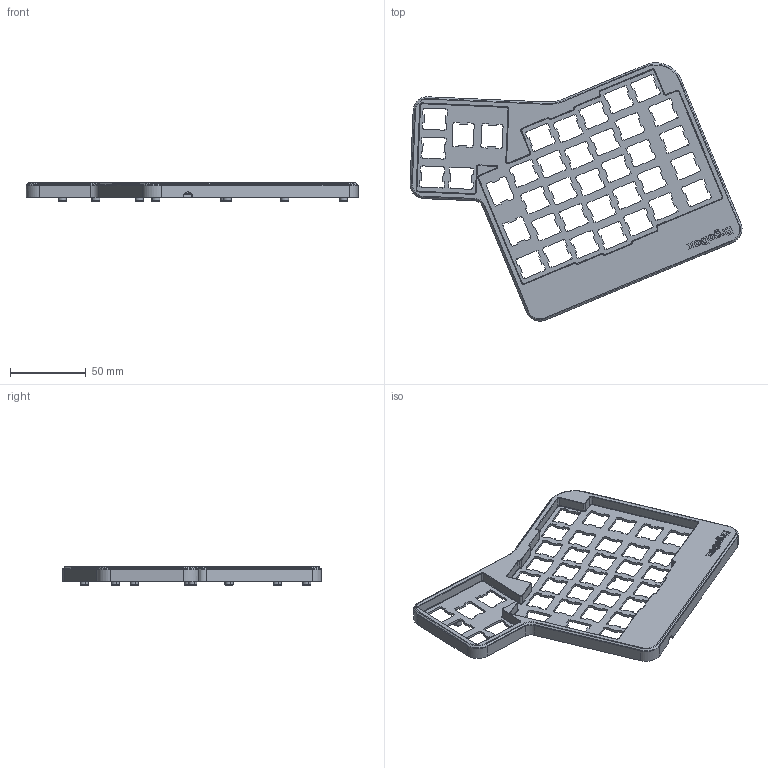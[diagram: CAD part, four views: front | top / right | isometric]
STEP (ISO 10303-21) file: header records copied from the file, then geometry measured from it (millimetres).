
FILE_DESCRIPTION (( 'STEP AP203' ), '1' );
FILE_NAME ('TopLeftCase.STEP', '2012-07-22T20:44:58', ( 'Dox' ), ( 'Microsoft' ), 'SwSTEP 2.0', 'SolidWorks 2011', '' );
FILE_SCHEMA (( 'CONFIG_CONTROL_DESIGN' ));
Products named in the file (2): TopLeftCase
Assembly tree (1 placements, depth 2):
  TopLeftCase
    TopLeftCase
Bounding box: 218.6 x 170.23 x 11.91 mm (x, y, z)
Volume: 44167.3 mm3; surface area: 49139 mm2
Topology: 1 solids, 1 shells, 1563 faces, 4298 edges, 2744 vertices
Faces by surface type: plane 908, cylinder 395, torus 180, bspline 56, cone 20, sphere 4
Entity records: 51723 total; most frequent: CARTESIAN_POINT 11330, ORIENTED_EDGE 8560, DIRECTION 8230, EDGE_CURVE 4280, VECTOR 3094, LINE 3094, VERTEX_POINT 2744, AXIS2_PLACEMENT_3D 2568
